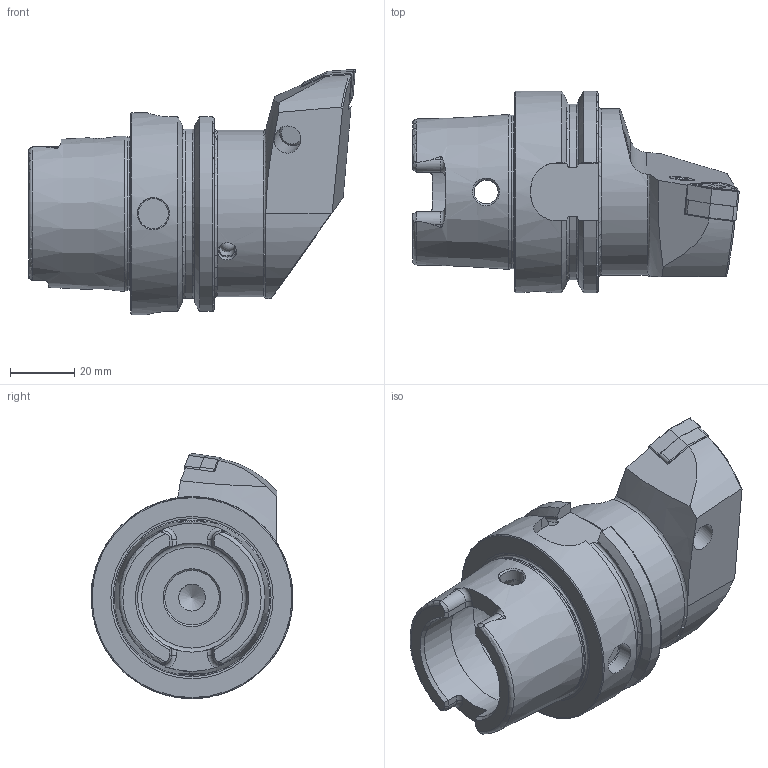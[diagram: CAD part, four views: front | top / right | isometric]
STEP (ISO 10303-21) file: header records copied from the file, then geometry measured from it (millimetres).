
FILE_DESCRIPTION (( 'STEP AP214' ), '1' );
FILE_NAME ('HA6.PWE.LLA.070.STEP', '2019-12-18T07:22:49', ( '' ), ( '' ), 'SwSTEP 2.0', 'SolidWorks 2017', '' );
FILE_SCHEMA (( 'AUTOMOTIVE_DESIGN' ));
Length unit declared in the file: millimetre
Products named in the file (8): WCD-ER4.101.017_A; WDF-ER3.101.000_A; WNMG080404; WWE-ER2.101.004_A; HA6-PWE.LLA.070_A; WCD-ER1.101.000; KVT_MB_600_060; HA6.PWE.LLA.070
Assembly tree (7 placements, depth 2):
  HA6.PWE.LLA.070
    HA6-PWE.LLA.070_A
    WWE-ER2.101.004_A
    WNMG080404
    WDF-ER3.101.000_A
    WCD-ER4.101.017_A
    WCD-ER1.101.000
    KVT_MB_600_060
Bounding box: 101.9 x 63 x 76.5 mm (x, y, z)
Volume: 146764.8 mm3; surface area: 33545.1 mm2
Topology: 8 solids, 8 shells, 304 faces, 775 edges, 484 vertices
Faces by surface type: plane 125, cylinder 68, cone 61, torus 28, bspline 21, sphere 1
Full cylindrical faces by diameter (mm): 3.55 x1, 4.7 x1, 5 x4, 5.16 x1, 6 x3, 6.4 x1, 6.7 x1, 7 x1, 7.5 x2, 7.8 x1, 7.9 x2, 8 x1, 8.4 x2, 10 x1, 17 x1, 19 x1, 34 x2, 40 x1, 47.941 x1, 52 x1, 63 x1
Entity records: 11766 total; most frequent: CARTESIAN_POINT 3967, ORIENTED_EDGE 1348, DIRECTION 1281, EDGE_CURVE 674, AXIS2_PLACEMENT_3D 498, VERTEX_POINT 459, EDGE_LOOP 393, FACE_OUTER_BOUND 345
